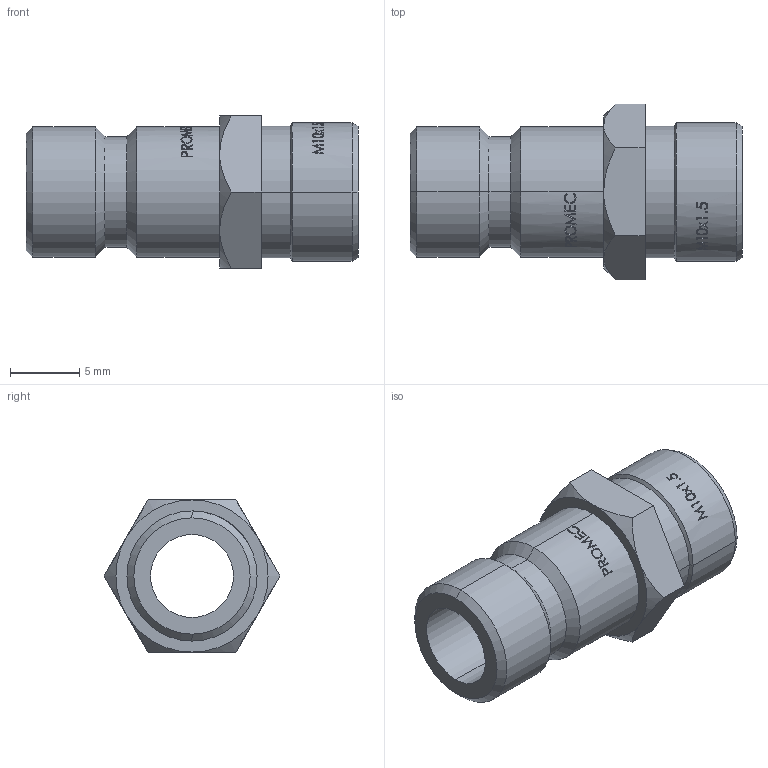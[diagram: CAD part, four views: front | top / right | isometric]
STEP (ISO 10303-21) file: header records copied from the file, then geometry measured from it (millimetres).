
FILE_DESCRIPTION (( 'STEP AP203' ), '1' );
FILE_NAME ('a180.STEP', '2023-01-25T12:17:43', ( '' ), ( '' ), 'SwSTEP 2.0', 'SolidWorks 2019', '' );
FILE_SCHEMA (( 'CONFIG_CONTROL_DESIGN' ));
Length unit declared in the file: millimetre
Products named in the file (1): a180
Bounding box: 24 x 12.7 x 11 mm (x, y, z)
Volume: 1087.7 mm3; surface area: 1357.1 mm2
Topology: 1 solids, 1 shells, 193 faces, 494 edges, 322 vertices
Faces by surface type: bspline 115, plane 33, cylinder 29, cone 16
Entity records: 9828 total; most frequent: CARTESIAN_POINT 6080, ORIENTED_EDGE 988, EDGE_CURVE 494, B_SPLINE_CURVE_WITH_KNOTS 370, DIRECTION 352, VERTEX_POINT 322, EDGE_LOOP 214, ADVANCED_FACE 193
